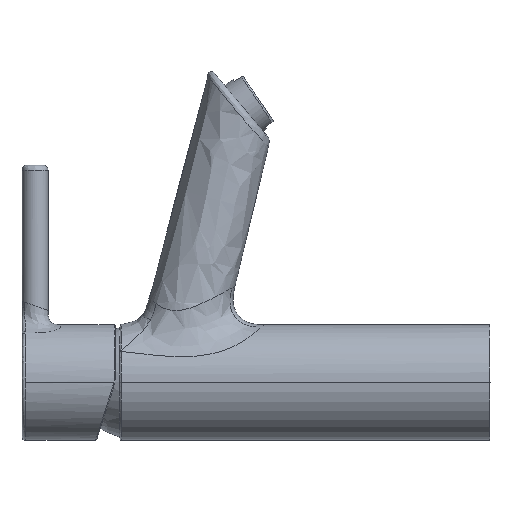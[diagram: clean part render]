
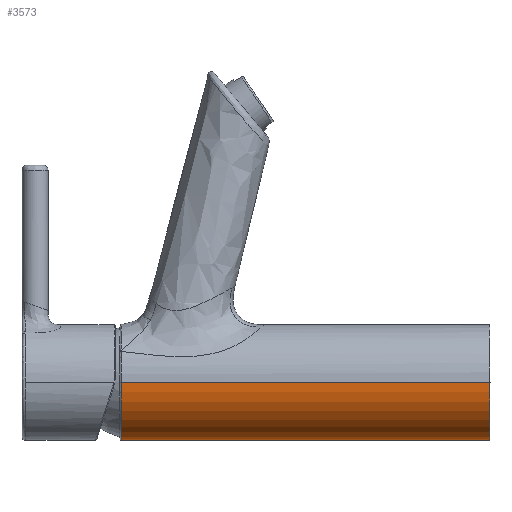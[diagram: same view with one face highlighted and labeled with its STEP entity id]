
A CAD part, left-side view. The second image highlights one B-rep face of the part: STEP entity #3573.
In plain terms, the highlighted cylindrical face has radius 23.25 mm (diameter 46.5 mm), a partial arc.
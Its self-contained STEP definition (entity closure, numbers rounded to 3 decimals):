
#997 = AXIS2_PLACEMENT_3D ( 'NONE', #6229, #7804, #3236 ) ;
#1116 = CARTESIAN_POINT ( 'NONE',  ( 23.25, 143.5, 0. ) ) ;
#1258 = ORIENTED_EDGE ( 'NONE', *, *, #6375, .T. ) ;
#1332 = DIRECTION ( 'NONE',  ( 0., 1., 0. ) ) ;
#1479 = DIRECTION ( 'NONE',  ( 0., 1., 0. ) ) ;
#1632 = ORIENTED_EDGE ( 'NONE', *, *, #2595, .T. ) ;
#1986 = EDGE_LOOP ( 'NONE', ( #8558, #1632, #1258, #5673 ) ) ;
#2035 = DIRECTION ( 'NONE',  ( 1., 0., 0. ) ) ;
#2155 = LINE ( 'NONE', #2530, #7574 ) ;
#2342 = CARTESIAN_POINT ( 'NONE',  ( 0., -5., 0. ) ) ;
#2464 = EDGE_CURVE ( 'NONE', #7003, #6907, #2767, .T. ) ;
#2530 = CARTESIAN_POINT ( 'NONE',  ( -23.25, 72., 0. ) ) ;
#2595 = EDGE_CURVE ( 'NONE', #6907, #3383, #2155, .T. ) ;
#2622 = VERTEX_POINT ( 'NONE', #1116 ) ;
#2767 = CIRCLE ( 'NONE', #4664, 23.25 ) ;
#2842 = CARTESIAN_POINT ( 'NONE',  ( 0., 72., 0. ) ) ;
#3236 = DIRECTION ( 'NONE',  ( 1., 0., 0. ) ) ;
#3370 = CIRCLE ( 'NONE', #997, 23.25 ) ;
#3383 = VERTEX_POINT ( 'NONE', #7293 ) ;
#3573 = ADVANCED_FACE ( 'NONE', ( #3726 ), #5769, .T. ) ;
#3641 = CARTESIAN_POINT ( 'NONE',  ( 23.25, -5., 0. ) ) ;
#3726 = FACE_OUTER_BOUND ( 'NONE', #1986, .T. ) ;
#3848 = CARTESIAN_POINT ( 'NONE',  ( 23.25, 72., 0. ) ) ;
#3894 = DIRECTION ( 'NONE',  ( 1., 0., 0. ) ) ;
#3943 = CARTESIAN_POINT ( 'NONE',  ( -23.25, -5., 0. ) ) ;
#4664 = AXIS2_PLACEMENT_3D ( 'NONE', #2342, #8483, #3894 ) ;
#4706 = LINE ( 'NONE', #3848, #8536 ) ;
#5673 = ORIENTED_EDGE ( 'NONE', *, *, #7934, .F. ) ;
#5712 = DIRECTION ( 'NONE',  ( 0., 1., 0. ) ) ;
#5769 = CYLINDRICAL_SURFACE ( 'NONE', #9932, 23.25 ) ;
#6229 = CARTESIAN_POINT ( 'NONE',  ( 0., 143.5, 0. ) ) ;
#6375 = EDGE_CURVE ( 'NONE', #3383, #2622, #3370, .T. ) ;
#6907 = VERTEX_POINT ( 'NONE', #3943 ) ;
#7003 = VERTEX_POINT ( 'NONE', #3641 ) ;
#7293 = CARTESIAN_POINT ( 'NONE',  ( -23.25, 143.5, 0. ) ) ;
#7574 = VECTOR ( 'NONE', #5712, 1000. ) ;
#7804 = DIRECTION ( 'NONE',  ( 0., -1., 0. ) ) ;
#7934 = EDGE_CURVE ( 'NONE', #7003, #2622, #4706, .T. ) ;
#8483 = DIRECTION ( 'NONE',  ( 0., 1., 0. ) ) ;
#8536 = VECTOR ( 'NONE', #1479, 1000. ) ;
#8558 = ORIENTED_EDGE ( 'NONE', *, *, #2464, .T. ) ;
#9932 = AXIS2_PLACEMENT_3D ( 'NONE', #2842, #1332, #2035 ) ;
